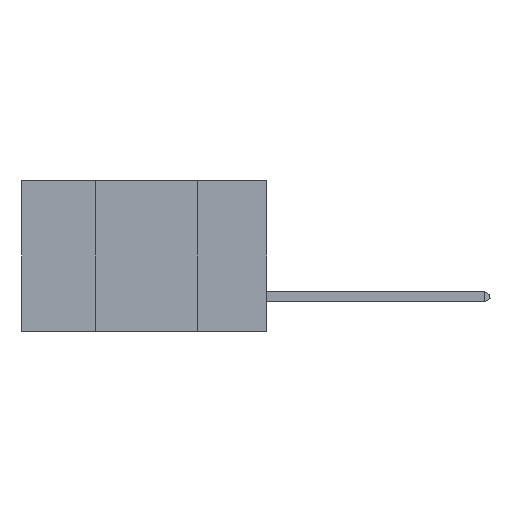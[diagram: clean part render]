
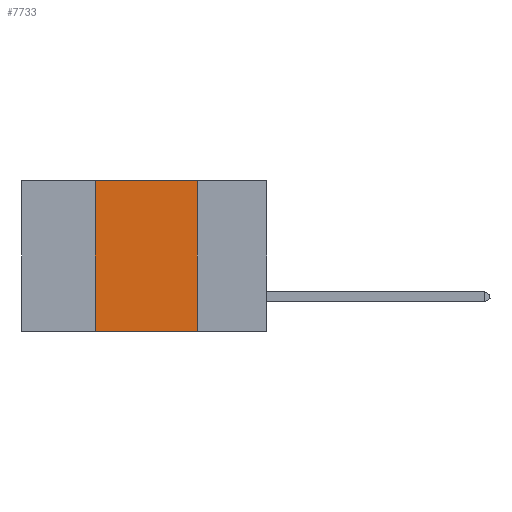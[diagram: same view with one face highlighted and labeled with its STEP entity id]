
A CAD part, left-side view. The second image highlights one B-rep face of the part: STEP entity #7733.
In plain terms, the highlighted planar face has unit normal (-1, 0, 0).
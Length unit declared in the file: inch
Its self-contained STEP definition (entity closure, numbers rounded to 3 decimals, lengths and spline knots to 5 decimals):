
#1286 = DIRECTION ( 'NONE',  ( 0., -1., 0. ) ) ;
#1416 = PLANE ( 'NONE',  #5656 ) ;
#1688 = DIRECTION ( 'NONE',  ( 0., 0., 1. ) ) ;
#1904 = EDGE_CURVE ( 'NONE', #3737, #14731, #9893, .T. ) ;
#2432 = VECTOR ( 'NONE', #6450, 39.37008 ) ;
#3109 = CARTESIAN_POINT ( 'NONE',  ( 0., 0.6, -0.37 ) ) ;
#3173 = CARTESIAN_POINT ( 'NONE',  ( 0., 0.17, 0. ) ) ;
#3344 = CARTESIAN_POINT ( 'NONE',  ( 0., 0.42, -0.37 ) ) ;
#3517 = ORIENTED_EDGE ( 'NONE', *, *, #15105, .F. ) ;
#3668 = VERTEX_POINT ( 'NONE', #7208 ) ;
#3737 = VERTEX_POINT ( 'NONE', #5254 ) ;
#4406 = EDGE_LOOP ( 'NONE', ( #3517, #12463, #14289, #17523 ) ) ;
#5254 = CARTESIAN_POINT ( 'NONE',  ( 0., 0.42, 0. ) ) ;
#5393 = FACE_OUTER_BOUND ( 'NONE', #4406, .T. ) ;
#5656 = AXIS2_PLACEMENT_3D ( 'NONE', #9148, #24292, #7385 ) ;
#6196 = VECTOR ( 'NONE', #7409, 39.37008 ) ;
#6450 = DIRECTION ( 'NONE',  ( 0., 0., -1. ) ) ;
#7208 = CARTESIAN_POINT ( 'NONE',  ( 0., 0.17, -0.37 ) ) ;
#7352 = EDGE_CURVE ( 'NONE', #23746, #3737, #9343, .T. ) ;
#7385 = DIRECTION ( 'NONE',  ( 0., 0., -1. ) ) ;
#7409 = DIRECTION ( 'NONE',  ( 0., -1., 0. ) ) ;
#7733 = ADVANCED_FACE ( 'NONE', ( #5393 ), #1416, .F. ) ;
#9148 = CARTESIAN_POINT ( 'NONE',  ( 0., 0.6, 0. ) ) ;
#9308 = VECTOR ( 'NONE', #1286, 39.37008 ) ;
#9343 = LINE ( 'NONE', #11085, #10513 ) ;
#9893 = LINE ( 'NONE', #24501, #9308 ) ;
#10513 = VECTOR ( 'NONE', #1688, 39.37008 ) ;
#11085 = CARTESIAN_POINT ( 'NONE',  ( 0., 0.42, 0. ) ) ;
#12463 = ORIENTED_EDGE ( 'NONE', *, *, #1904, .F. ) ;
#12879 = LINE ( 'NONE', #3109, #6196 ) ;
#14024 = CARTESIAN_POINT ( 'NONE',  ( 0., 0.17, 0. ) ) ;
#14289 = ORIENTED_EDGE ( 'NONE', *, *, #7352, .F. ) ;
#14731 = VERTEX_POINT ( 'NONE', #3173 ) ;
#15105 = EDGE_CURVE ( 'NONE', #14731, #3668, #15982, .T. ) ;
#15982 = LINE ( 'NONE', #14024, #2432 ) ;
#17523 = ORIENTED_EDGE ( 'NONE', *, *, #23162, .T. ) ;
#23162 = EDGE_CURVE ( 'NONE', #23746, #3668, #12879, .T. ) ;
#23746 = VERTEX_POINT ( 'NONE', #3344 ) ;
#24292 = DIRECTION ( 'NONE',  ( 1., 0., 0. ) ) ;
#24501 = CARTESIAN_POINT ( 'NONE',  ( 0., 0.6, 0. ) ) ;
